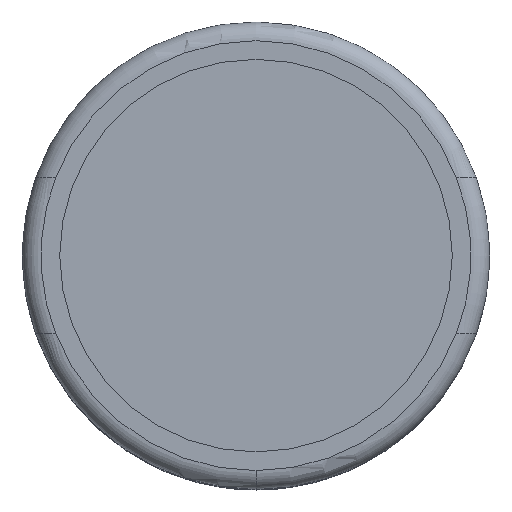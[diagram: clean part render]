
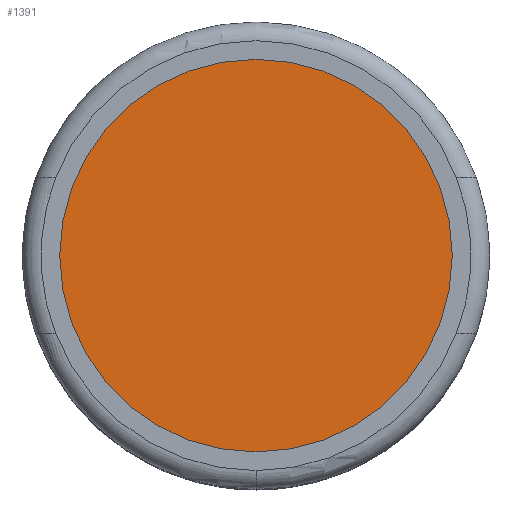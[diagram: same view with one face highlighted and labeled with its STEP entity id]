
A CAD part, top view. The second image highlights one B-rep face of the part: STEP entity #1391.
In plain terms, the highlighted planar face has unit normal (0, 0, 1).
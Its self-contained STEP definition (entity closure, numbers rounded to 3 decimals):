
#293 = VERTEX_POINT('',#294);
#294 = CARTESIAN_POINT('',(0.,-5.25,12.45));
#312 = VERTEX_POINT('',#313);
#313 = CARTESIAN_POINT('',(0.,5.25,12.45));
#319 = EDGE_CURVE('',#312,#293,#320,.T.);
#320 = CIRCLE('',#321,5.25);
#321 = AXIS2_PLACEMENT_3D('',#322,#323,#324);
#322 = CARTESIAN_POINT('',(0.,0.,12.45));
#323 = DIRECTION('',(0.,0.,1.));
#324 = DIRECTION('',(0.,-1.,0.));
#1379 = EDGE_CURVE('',#293,#312,#1380,.T.);
#1380 = CIRCLE('',#1381,5.25);
#1381 = AXIS2_PLACEMENT_3D('',#1382,#1383,#1384);
#1382 = CARTESIAN_POINT('',(0.,0.,12.45));
#1383 = DIRECTION('',(0.,0.,1.));
#1384 = DIRECTION('',(0.,-1.,0.));
#1391 = ADVANCED_FACE('',(#1392),#1396,.T.);
#1392 = FACE_BOUND('',#1393,.T.);
#1393 = EDGE_LOOP('',(#1394,#1395));
#1394 = ORIENTED_EDGE('',*,*,#1379,.T.);
#1395 = ORIENTED_EDGE('',*,*,#319,.T.);
#1396 = PLANE('',#1397);
#1397 = AXIS2_PLACEMENT_3D('',#1398,#1399,#1400);
#1398 = CARTESIAN_POINT('',(0.,0.,12.45));
#1399 = DIRECTION('',(0.,0.,1.));
#1400 = DIRECTION('',(0.,-1.,0.));
